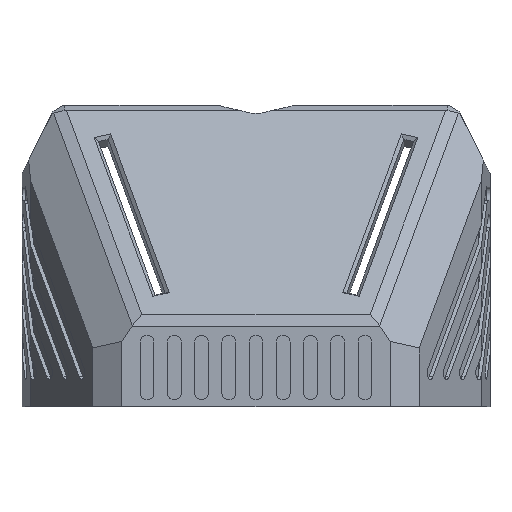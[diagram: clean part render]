
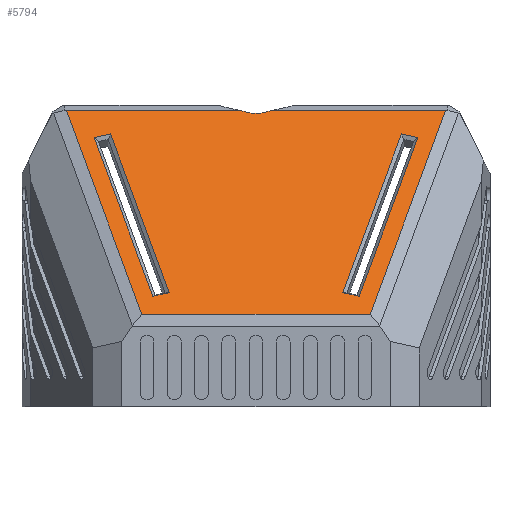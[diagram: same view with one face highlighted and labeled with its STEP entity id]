
A CAD part, front view. The second image highlights one B-rep face of the part: STEP entity #5794.
In plain terms, the highlighted planar face has unit normal (0, -0.783, 0.622).
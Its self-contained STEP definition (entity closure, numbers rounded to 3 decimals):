
#254=FACE_BOUND('',#646,.T.);
#255=FACE_BOUND('',#647,.T.);
#271=ELLIPSE('',#6126,11.099,6.9);
#328=FACE_OUTER_BOUND('',#645,.T.);
#645=EDGE_LOOP('',(#3827,#3828,#3829,#3830,#3831,#3832));
#646=EDGE_LOOP('',(#3833,#3834,#3835,#3836));
#647=EDGE_LOOP('',(#3837,#3838,#3839,#3840));
#973=LINE('',#8319,#1658);
#977=LINE('',#8327,#1662);
#980=LINE('',#8333,#1665);
#984=LINE('',#8339,#1669);
#990=LINE('',#8353,#1675);
#991=LINE('',#8357,#1676);
#992=LINE('',#8359,#1677);
#993=LINE('',#8361,#1678);
#994=LINE('',#8362,#1679);
#995=LINE('',#8365,#1680);
#996=LINE('',#8367,#1681);
#997=LINE('',#8369,#1682);
#998=LINE('',#8370,#1683);
#1658=VECTOR('',#6626,10.);
#1662=VECTOR('',#6632,10.);
#1665=VECTOR('',#6637,10.);
#1669=VECTOR('',#6643,10.);
#1675=VECTOR('',#6655,10.);
#1676=VECTOR('',#6658,10.);
#1677=VECTOR('',#6659,10.);
#1678=VECTOR('',#6660,10.);
#1679=VECTOR('',#6661,10.);
#1680=VECTOR('',#6662,10.);
#1681=VECTOR('',#6663,10.);
#1682=VECTOR('',#6664,10.);
#1683=VECTOR('',#6665,10.);
#2343=VERTEX_POINT('',#8317);
#2344=VERTEX_POINT('',#8318);
#2347=VERTEX_POINT('',#8326);
#2349=VERTEX_POINT('',#8332);
#2354=VERTEX_POINT('',#8351);
#2355=VERTEX_POINT('',#8352);
#2356=VERTEX_POINT('',#8354);
#2357=VERTEX_POINT('',#8356);
#2358=VERTEX_POINT('',#8358);
#2359=VERTEX_POINT('',#8360);
#2360=VERTEX_POINT('',#8363);
#2361=VERTEX_POINT('',#8364);
#2362=VERTEX_POINT('',#8366);
#2363=VERTEX_POINT('',#8368);
#2922=EDGE_CURVE('',#2343,#2344,#973,.T.);
#2926=EDGE_CURVE('',#2344,#2347,#977,.T.);
#2929=EDGE_CURVE('',#2347,#2349,#980,.T.);
#2933=EDGE_CURVE('',#2349,#2343,#984,.T.);
#2939=EDGE_CURVE('',#2354,#2355,#990,.T.);
#2940=EDGE_CURVE('',#2354,#2356,#271,.T.);
#2941=EDGE_CURVE('',#2357,#2356,#991,.T.);
#2942=EDGE_CURVE('',#2358,#2357,#992,.T.);
#2943=EDGE_CURVE('',#2359,#2358,#993,.T.);
#2944=EDGE_CURVE('',#2355,#2359,#994,.T.);
#2945=EDGE_CURVE('',#2360,#2361,#995,.T.);
#2946=EDGE_CURVE('',#2362,#2360,#996,.T.);
#2947=EDGE_CURVE('',#2363,#2362,#997,.T.);
#2948=EDGE_CURVE('',#2361,#2363,#998,.T.);
#3827=ORIENTED_EDGE('',*,*,#2939,.F.);
#3828=ORIENTED_EDGE('',*,*,#2940,.T.);
#3829=ORIENTED_EDGE('',*,*,#2941,.F.);
#3830=ORIENTED_EDGE('',*,*,#2942,.F.);
#3831=ORIENTED_EDGE('',*,*,#2943,.F.);
#3832=ORIENTED_EDGE('',*,*,#2944,.F.);
#3833=ORIENTED_EDGE('',*,*,#2945,.F.);
#3834=ORIENTED_EDGE('',*,*,#2946,.F.);
#3835=ORIENTED_EDGE('',*,*,#2947,.F.);
#3836=ORIENTED_EDGE('',*,*,#2948,.F.);
#3837=ORIENTED_EDGE('',*,*,#2922,.F.);
#3838=ORIENTED_EDGE('',*,*,#2933,.F.);
#3839=ORIENTED_EDGE('',*,*,#2929,.F.);
#3840=ORIENTED_EDGE('',*,*,#2926,.F.);
#5571=PLANE('',#6125);
#5794=ADVANCED_FACE('',(#328,#254,#255),#5571,.T.);
#6125=AXIS2_PLACEMENT_3D('',#8350,#6653,#6654);
#6126=AXIS2_PLACEMENT_3D('',#8355,#6656,#6657);
#6626=DIRECTION('',(-0.96,0.173,0.218));
#6632=DIRECTION('',(-0.278,-0.597,-0.752));
#6637=DIRECTION('',(0.96,-0.173,-0.218));
#6643=DIRECTION('',(0.278,0.597,0.752));
#6653=DIRECTION('center_axis',(0.,-0.783,0.622));
#6654=DIRECTION('ref_axis',(0.,-0.622,-0.783));
#6655=DIRECTION('',(1.,0.,0.));
#6656=DIRECTION('center_axis',(0.,0.783,-0.622));
#6657=DIRECTION('ref_axis',(0.,0.622,0.783));
#6658=DIRECTION('',(1.,0.,0.));
#6659=DIRECTION('',(-0.278,0.597,0.752));
#6660=DIRECTION('',(-1.,0.,0.));
#6661=DIRECTION('',(-0.278,-0.597,-0.752));
#6662=DIRECTION('',(0.278,-0.597,-0.752));
#6663=DIRECTION('',(-0.96,-0.173,-0.218));
#6664=DIRECTION('',(-0.278,0.597,0.752));
#6665=DIRECTION('',(0.96,0.173,0.218));
#8317=CARTESIAN_POINT('',(23.793,21.233,48.753));
#8318=CARTESIAN_POINT('',(21.392,21.665,49.298));
#8319=CARTESIAN_POINT('',(11.048,23.529,51.647));
#8326=CARTESIAN_POINT('',(12.761,3.156,25.976));
#8327=CARTESIAN_POINT('',(17.034,12.32,37.523));
#8332=CARTESIAN_POINT('',(15.162,2.723,25.431));
#8333=CARTESIAN_POINT('',(3.137,4.89,28.162));
#8339=CARTESIAN_POINT('',(23.612,20.843,48.263));
#8350=CARTESIAN_POINT('Origin',(0.,25.,53.5));
#8351=CARTESIAN_POINT('',(2.094,24.378,52.717));
#8352=CARTESIAN_POINT('',(27.863,24.378,52.717));
#8353=CARTESIAN_POINT('',(0.,24.378,52.717));
#8354=CARTESIAN_POINT('',(-2.094,24.378,52.717));
#8355=CARTESIAN_POINT('Origin',(0.,30.953,61.001));
#8356=CARTESIAN_POINT('',(-27.863,24.378,52.717));
#8357=CARTESIAN_POINT('',(0.,24.378,52.717));
#8358=CARTESIAN_POINT('',(-16.785,0.622,22.783));
#8359=CARTESIAN_POINT('',(-26.326,21.081,48.562));
#8360=CARTESIAN_POINT('',(16.785,0.622,22.783));
#8361=CARTESIAN_POINT('',(0.,0.622,22.783));
#8362=CARTESIAN_POINT('',(26.326,21.081,48.562));
#8363=CARTESIAN_POINT('',(-23.793,21.233,48.753));
#8364=CARTESIAN_POINT('',(-15.162,2.723,25.431));
#8365=CARTESIAN_POINT('',(-19.435,11.887,36.978));
#8366=CARTESIAN_POINT('',(-21.392,21.665,49.298));
#8367=CARTESIAN_POINT('',(-11.768,23.4,51.483));
#8368=CARTESIAN_POINT('',(-12.761,3.156,25.976));
#8369=CARTESIAN_POINT('',(-21.211,21.276,48.808));
#8370=CARTESIAN_POINT('',(-2.417,5.02,28.325));
